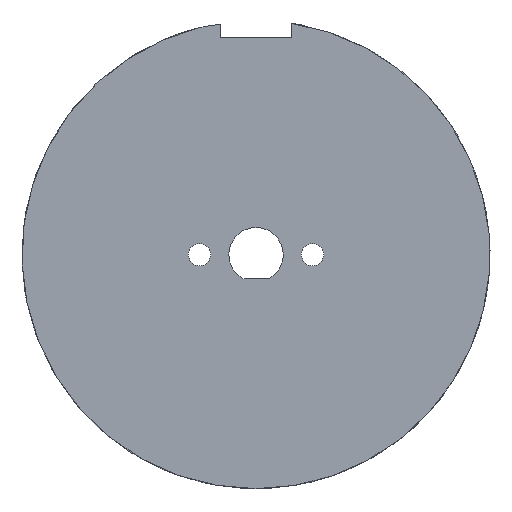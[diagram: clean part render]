
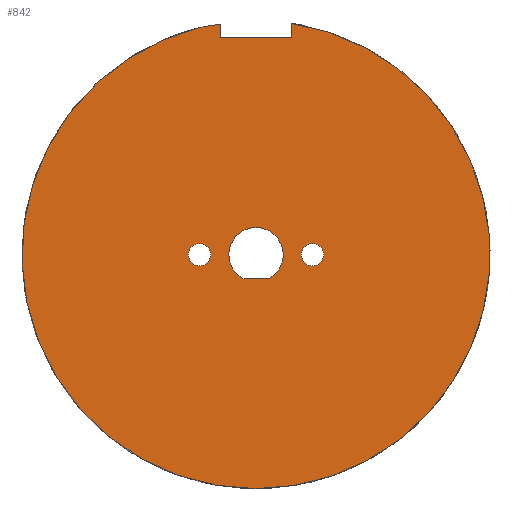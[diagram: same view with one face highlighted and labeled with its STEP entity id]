
A CAD part, front view. The second image highlights one B-rep face of the part: STEP entity #842.
In plain terms, the highlighted planar face has unit normal (0, -1, 0).
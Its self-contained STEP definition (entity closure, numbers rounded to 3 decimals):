
#10 = DIRECTION ( 'NONE',  ( 0., 0., 1. ) ) ;
#22 = CARTESIAN_POINT ( 'NONE',  ( 6.35, 0., 0. ) ) ;
#53 = CIRCLE ( 'NONE', #405, 3.05 ) ;
#58 = VECTOR ( 'NONE', #1186, 1000. ) ;
#62 = DIRECTION ( 'NONE',  ( 0., 0., -1. ) ) ;
#89 = LINE ( 'NONE', #932, #181 ) ;
#94 = CARTESIAN_POINT ( 'NONE',  ( -4., 0., 24.412 ) ) ;
#111 = CARTESIAN_POINT ( 'NONE',  ( 1.35, 0., -2.735 ) ) ;
#115 = PLANE ( 'NONE',  #812 ) ;
#117 = DIRECTION ( 'NONE',  ( 0., 0., 1. ) ) ;
#130 = ORIENTED_EDGE ( 'NONE', *, *, #231, .T. ) ;
#148 = EDGE_LOOP ( 'NONE', ( #867, #376 ) ) ;
#155 = EDGE_LOOP ( 'NONE', ( #598, #293 ) ) ;
#180 = AXIS2_PLACEMENT_3D ( 'NONE', #468, #478, #117 ) ;
#181 = VECTOR ( 'NONE', #212, 1000. ) ;
#184 = DIRECTION ( 'NONE',  ( 0., -1., 0. ) ) ;
#189 = DIRECTION ( 'NONE',  ( 0., 0., -1. ) ) ;
#197 = VERTEX_POINT ( 'NONE', #1194 ) ;
#212 = DIRECTION ( 'NONE',  ( -1., 0., 0. ) ) ;
#215 = FACE_BOUND ( 'NONE', #155, .T. ) ;
#230 = CARTESIAN_POINT ( 'NONE',  ( -6.35, 0., -1.25 ) ) ;
#231 = EDGE_CURVE ( 'NONE', #572, #387, #53, .T. ) ;
#244 = VECTOR ( 'NONE', #62, 1000. ) ;
#251 = VERTEX_POINT ( 'NONE', #230 ) ;
#280 = ORIENTED_EDGE ( 'NONE', *, *, #1395, .T. ) ;
#293 = ORIENTED_EDGE ( 'NONE', *, *, #638, .T. ) ;
#307 = AXIS2_PLACEMENT_3D ( 'NONE', #310, #1036, #189 ) ;
#310 = CARTESIAN_POINT ( 'NONE',  ( 0., 0., 0. ) ) ;
#326 = CARTESIAN_POINT ( 'NONE',  ( 6.35, 0., -1.25 ) ) ;
#334 = VERTEX_POINT ( 'NONE', #794 ) ;
#349 = CARTESIAN_POINT ( 'NONE',  ( 4., 0., 24.412 ) ) ;
#363 = VERTEX_POINT ( 'NONE', #1016 ) ;
#376 = ORIENTED_EDGE ( 'NONE', *, *, #989, .T. ) ;
#387 = VERTEX_POINT ( 'NONE', #904 ) ;
#394 = ORIENTED_EDGE ( 'NONE', *, *, #1114, .T. ) ;
#402 = CARTESIAN_POINT ( 'NONE',  ( 0., 0., 0. ) ) ;
#405 = AXIS2_PLACEMENT_3D ( 'NONE', #1063, #841, #1070 ) ;
#453 = CIRCLE ( 'NONE', #1435, 1.25 ) ;
#468 = CARTESIAN_POINT ( 'NONE',  ( -6.35, 0., 0. ) ) ;
#470 = EDGE_CURVE ( 'NONE', #387, #1546, #1279, .T. ) ;
#478 = DIRECTION ( 'NONE',  ( 0., 1., 0. ) ) ;
#479 = AXIS2_PLACEMENT_3D ( 'NONE', #402, #184, #983 ) ;
#481 = CARTESIAN_POINT ( 'NONE',  ( -6.35, 0., 0. ) ) ;
#531 = AXIS2_PLACEMENT_3D ( 'NONE', #481, #1085, #1091 ) ;
#534 = EDGE_CURVE ( 'NONE', #1476, #1232, #1487, .T. ) ;
#566 = EDGE_LOOP ( 'NONE', ( #1031, #394, #1020, #280, #1294, #1371 ) ) ;
#572 = VERTEX_POINT ( 'NONE', #1470 ) ;
#598 = ORIENTED_EDGE ( 'NONE', *, *, #1199, .T. ) ;
#638 = EDGE_CURVE ( 'NONE', #251, #834, #684, .T. ) ;
#644 = ORIENTED_EDGE ( 'NONE', *, *, #1066, .T. ) ;
#684 = CIRCLE ( 'NONE', #180, 1.25 ) ;
#715 = LINE ( 'NONE', #1318, #58 ) ;
#725 = FACE_BOUND ( 'NONE', #148, .T. ) ;
#770 = DIRECTION ( 'NONE',  ( 0., 0., 1. ) ) ;
#777 = DIRECTION ( 'NONE',  ( 0., 1., 0. ) ) ;
#785 = CIRCLE ( 'NONE', #1204, 1.25 ) ;
#791 = DIRECTION ( 'NONE',  ( 0., 0., 1. ) ) ;
#792 = DIRECTION ( 'NONE',  ( 0., 0., 1. ) ) ;
#794 = CARTESIAN_POINT ( 'NONE',  ( -6.295, 0., 25.535 ) ) ;
#799 = CARTESIAN_POINT ( 'NONE',  ( 6.35, 0., 0. ) ) ;
#806 = LINE ( 'NONE', #969, #1408 ) ;
#810 = EDGE_LOOP ( 'NONE', ( #644, #130, #1429 ) ) ;
#812 = AXIS2_PLACEMENT_3D ( 'NONE', #837, #1195, #10 ) ;
#831 = VERTEX_POINT ( 'NONE', #1295 ) ;
#834 = VERTEX_POINT ( 'NONE', #1171 ) ;
#837 = CARTESIAN_POINT ( 'NONE',  ( -26.3, 0., 0. ) ) ;
#841 = DIRECTION ( 'NONE',  ( 0., 1., 0. ) ) ;
#842 = ADVANCED_FACE ( 'NONE', ( #725, #215, #1071, #938 ), #115, .F. ) ;
#867 = ORIENTED_EDGE ( 'NONE', *, *, #1437, .T. ) ;
#888 = CARTESIAN_POINT ( 'NONE',  ( 0., 0., 0. ) ) ;
#904 = CARTESIAN_POINT ( 'NONE',  ( 0., 0., 3.05 ) ) ;
#925 = DIRECTION ( 'NONE',  ( 0., 1., 0. ) ) ;
#932 = CARTESIAN_POINT ( 'NONE',  ( -26.3, 0., -2.735 ) ) ;
#937 = CIRCLE ( 'NONE', #307, 26.3 ) ;
#938 = FACE_BOUND ( 'NONE', #810, .T. ) ;
#944 = CARTESIAN_POINT ( 'NONE',  ( -4., 0., 25.869 ) ) ;
#969 = CARTESIAN_POINT ( 'NONE',  ( -4., 0., 28.566 ) ) ;
#983 = DIRECTION ( 'NONE',  ( 0., 0., -1. ) ) ;
#989 = EDGE_CURVE ( 'NONE', #1042, #197, #453, .T. ) ;
#1009 = B_SPLINE_CURVE_WITH_KNOTS ( 'NONE', 3,
 ( #944, #1030, #1513, #1519 ),
 .UNSPECIFIED., .F., .F.,
 ( 4, 4 ),
 ( 0., 0.002 ),
 .UNSPECIFIED. ) ;
#1016 = CARTESIAN_POINT ( 'NONE',  ( 0., 0., -26.3 ) ) ;
#1020 = ORIENTED_EDGE ( 'NONE', *, *, #1491, .T. ) ;
#1030 = CARTESIAN_POINT ( 'NONE',  ( -4.776, 0., 25.829 ) ) ;
#1031 = ORIENTED_EDGE ( 'NONE', *, *, #1518, .T. ) ;
#1036 = DIRECTION ( 'NONE',  ( 0., -1., 0. ) ) ;
#1042 = VERTEX_POINT ( 'NONE', #326 ) ;
#1063 = CARTESIAN_POINT ( 'NONE',  ( 0., 0., 0. ) ) ;
#1066 = EDGE_CURVE ( 'NONE', #1546, #572, #89, .T. ) ;
#1070 = DIRECTION ( 'NONE',  ( 0., 0., 1. ) ) ;
#1071 = FACE_OUTER_BOUND ( 'NONE', #566, .T. ) ;
#1085 = DIRECTION ( 'NONE',  ( 0., 1., 0. ) ) ;
#1091 = DIRECTION ( 'NONE',  ( 0., 0., 1. ) ) ;
#1114 = EDGE_CURVE ( 'NONE', #831, #334, #1009, .T. ) ;
#1135 = VERTEX_POINT ( 'NONE', #94 ) ;
#1171 = CARTESIAN_POINT ( 'NONE',  ( -6.35, 0., 1.25 ) ) ;
#1186 = DIRECTION ( 'NONE',  ( -1., 0., 0. ) ) ;
#1194 = CARTESIAN_POINT ( 'NONE',  ( 6.35, 0., 1.25 ) ) ;
#1195 = DIRECTION ( 'NONE',  ( 0., 1., 0. ) ) ;
#1199 = EDGE_CURVE ( 'NONE', #834, #251, #1360, .T. ) ;
#1204 = AXIS2_PLACEMENT_3D ( 'NONE', #799, #1398, #791 ) ;
#1217 = CARTESIAN_POINT ( 'NONE',  ( 4., 0., 28.566 ) ) ;
#1232 = VERTEX_POINT ( 'NONE', #349 ) ;
#1257 = CIRCLE ( 'NONE', #479, 26.3 ) ;
#1260 = EDGE_CURVE ( 'NONE', #1232, #1135, #715, .T. ) ;
#1279 = CIRCLE ( 'NONE', #1452, 3.05 ) ;
#1294 = ORIENTED_EDGE ( 'NONE', *, *, #534, .T. ) ;
#1295 = CARTESIAN_POINT ( 'NONE',  ( -4., 0., 25.869 ) ) ;
#1318 = CARTESIAN_POINT ( 'NONE',  ( 4., 0., 24.412 ) ) ;
#1360 = CIRCLE ( 'NONE', #531, 1.25 ) ;
#1371 = ORIENTED_EDGE ( 'NONE', *, *, #1260, .T. ) ;
#1392 = CARTESIAN_POINT ( 'NONE',  ( 4., 0., 25.994 ) ) ;
#1395 = EDGE_CURVE ( 'NONE', #363, #1476, #1257, .T. ) ;
#1398 = DIRECTION ( 'NONE',  ( 0., 1., 0. ) ) ;
#1408 = VECTOR ( 'NONE', #1441, 1000. ) ;
#1429 = ORIENTED_EDGE ( 'NONE', *, *, #470, .T. ) ;
#1435 = AXIS2_PLACEMENT_3D ( 'NONE', #22, #925, #792 ) ;
#1437 = EDGE_CURVE ( 'NONE', #197, #1042, #785, .T. ) ;
#1441 = DIRECTION ( 'NONE',  ( 0., 0., 1. ) ) ;
#1452 = AXIS2_PLACEMENT_3D ( 'NONE', #888, #777, #770 ) ;
#1470 = CARTESIAN_POINT ( 'NONE',  ( -1.35, 0., -2.735 ) ) ;
#1476 = VERTEX_POINT ( 'NONE', #1392 ) ;
#1487 = LINE ( 'NONE', #1217, #244 ) ;
#1491 = EDGE_CURVE ( 'NONE', #334, #363, #937, .T. ) ;
#1513 = CARTESIAN_POINT ( 'NONE',  ( -5.541, 0., 25.721 ) ) ;
#1518 = EDGE_CURVE ( 'NONE', #1135, #831, #806, .T. ) ;
#1519 = CARTESIAN_POINT ( 'NONE',  ( -6.295, 0., 25.535 ) ) ;
#1546 = VERTEX_POINT ( 'NONE', #111 ) ;
